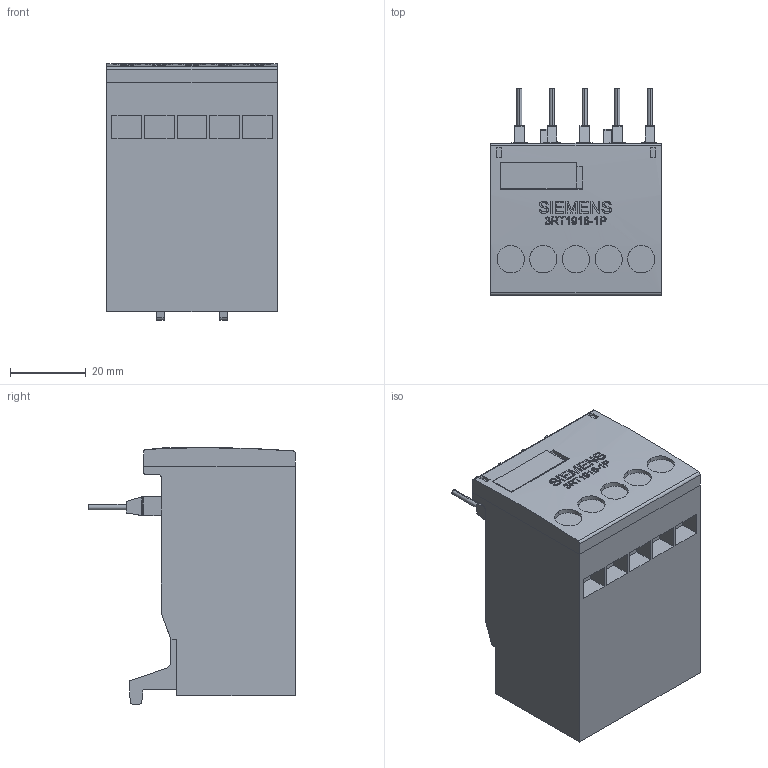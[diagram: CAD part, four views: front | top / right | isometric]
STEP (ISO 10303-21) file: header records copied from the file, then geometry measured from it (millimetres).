
FILE_DESCRIPTION (( 'STEP AP214' ), '1' );
FILE_NAME ('3RT1916-1PA.STEP', '2008-02-29T06:30:35', ( 'Erich Adelmann' ), ( 'Siemens and Partners' ), 'SwSTEP 2.0', 'SolidWorks 2007', '' );
FILE_SCHEMA (( 'AUTOMOTIVE_DESIGN' ));
Length unit declared in the file: millimetre
Products named in the file (1): 3RT1916-1PA
Bounding box: 44.8 x 54.5 x 67.6 mm (x, y, z)
Volume: 100585.1 mm3; surface area: 20414.6 mm2
Topology: 12 solids, 12 shells, 514 faces, 1338 edges, 882 vertices
Faces by surface type: plane 358, bspline 88, cylinder 68
Entity records: 25724 total; most frequent: CARTESIAN_POINT 8451, ORIENTED_EDGE 2676, DIRECTION 2139, EDGE_CURVE 1338, VECTOR 965, LINE 965, VERTEX_POINT 882, AXIS2_PLACEMENT_3D 587
